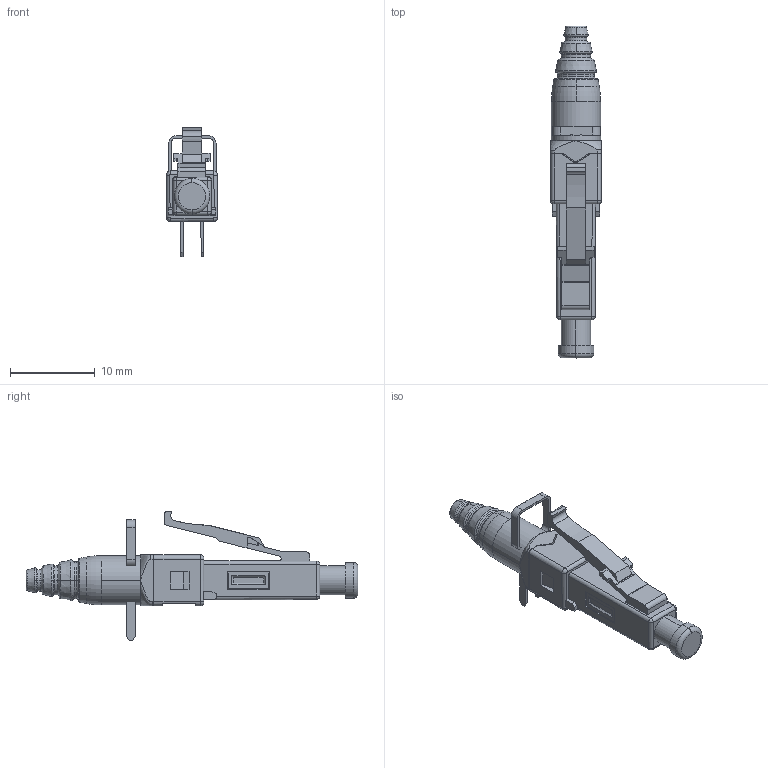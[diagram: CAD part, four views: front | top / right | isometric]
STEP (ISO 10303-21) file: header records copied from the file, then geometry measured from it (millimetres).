
FILE_DESCRIPTION(('Creo Elements/Direct Modeling STEP Export'),'2;1');
FILE_NAME('model.stp','2019-01-21T16:18:43',(''),(''),'Creo Elements/Direct Modeling STEP processor for AP214 (Solid Model)','Creo Elements/Direct Modeling 18.1I 14-Aug-2016 (C) Parametric Technology GmbH','');
FILE_SCHEMA(('AUTOMOTIVE_DESIGN { 1 0 10303 214 1 1 1 1 }'));
Length unit declared in the file: millimetre
Products named in the file (5): FOC-C-LCDU-GOF-SM-APC-1; FOC-C-LCDU-GOF-SM-APC-2; FOC-C-LCDU-GOF-SM-APC-3; FOC-C-LCDU-GOF-SM-APC
Assembly tree (4 placements, depth 2):
  FOC-C-LCDU-GOF-SM-APC
    FOC-C-LCDU-GOF-SM-APC
    FOC-C-LCDU-GOF-SM-APC-3
    FOC-C-LCDU-GOF-SM-APC-2
    FOC-C-LCDU-GOF-SM-APC-1
Bounding box: 6.01 x 39.2 x 15.29 mm (x, y, z)
Volume: 833.1 mm3; surface area: 1343.5 mm2
Topology: 4 solids, 4 shells, 291 faces, 791 edges, 521 vertices
Faces by surface type: plane 146, cylinder 81, torus 40, cone 14, bspline 4, sphere 4, extrusion 2
Entity records: 11425 total; most frequent: CARTESIAN_POINT 1900, ORIENTED_EDGE 1574, DIRECTION 1410, EDGE_CURVE 787, VERTEX_POINT 521, AXIS2_PLACEMENT_3D 486, VECTOR 438, LINE 436
